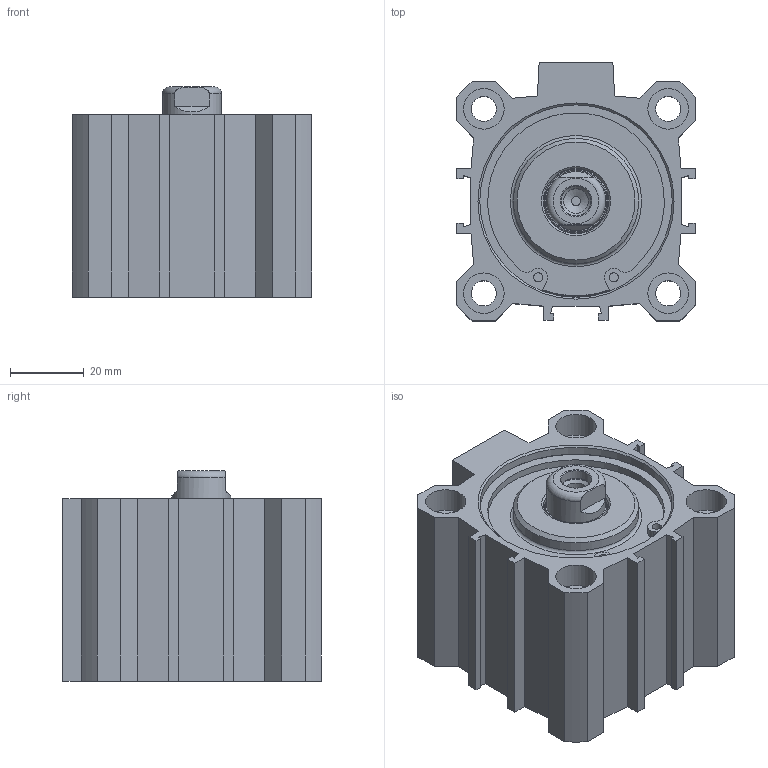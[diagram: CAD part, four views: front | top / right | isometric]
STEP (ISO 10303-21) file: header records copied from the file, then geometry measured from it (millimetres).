
FILE_DESCRIPTION((''),'2;1');
FILE_NAME('FSR050.015.GS.F.stp','2014-06-19T16:21:05',('carlo.corazza'),(''),'Autodesk Inventor 2012','Autodesk Inventor 2012','');
FILE_SCHEMA(('AUTOMOTIVE_DESIGN { 1 0 10303 214 1 1 1 1 }'));
Length unit declared in the file: millimetre
Products named in the file (5): FSR050..GS.F; CORPO-015; TA; TP; STELO-015
Assembly tree (4 placements, depth 2):
  FSR050..GS.F
    CORPO-015
    TA
    TP
    STELO-015
Bounding box: 65 x 70 x 57 mm (x, y, z)
Volume: 94441.1 mm3; surface area: 49470.9 mm2
Topology: 4 solids, 4 shells, 203 faces, 479 edges, 304 vertices
Faces by surface type: plane 104, cylinder 55, cone 33, torus 11
Full cylindrical faces by diameter (mm): 2.5 x4, 2.75 x2, 6.647 x2, 6.8 x4, 8.25 x1, 8.566 x2, 11 x8, 16 x1, 16.54 x1, 17.7 x1, 20.32 x1, 20.5 x1, 34 x1, 37 x1, 50 x1, 51.8 x4, 52.2 x2, 55.2 x2
Entity records: 5793 total; most frequent: CARTESIAN_POINT 1024, DIRECTION 954, ORIENTED_EDGE 772, EDGE_CURVE 386, AXIS2_PLACEMENT_3D 366, EDGE_LOOP 322, VERTEX_POINT 292, VECTOR 222
